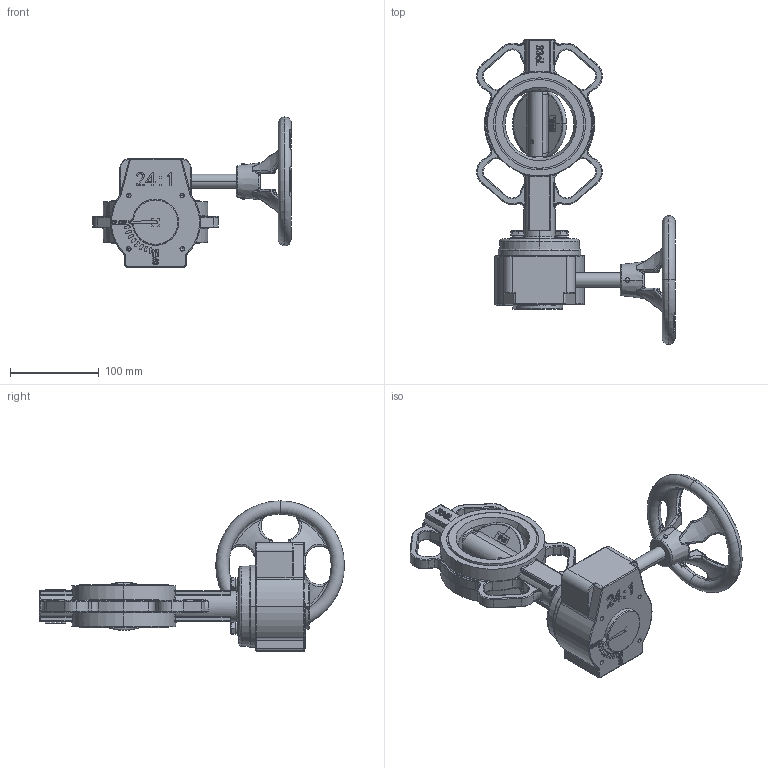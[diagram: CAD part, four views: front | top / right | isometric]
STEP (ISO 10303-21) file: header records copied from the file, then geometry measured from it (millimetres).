
FILE_DESCRIPTION (( 'STEP AP203' ), '1' );
FILE_NAME ('J9 DN80 + RM PN25.STEP', '2023-11-20T16:22:22', ( '' ), ( '' ), 'SwSTEP 2.0', 'SolidWorks 2023', '' );
FILE_SCHEMA (( 'CONFIG_CONTROL_DESIGN' ));
Products named in the file (1): J9 DN80 + RM PN25
Bounding box: 223.88 x 343.3 x 169 mm (x, y, z)
Volume: 1346267.5 mm3; surface area: 175752.3 mm2
Topology: 1 solids, 9 shells, 1711 faces, 4243 edges, 2557 vertices
Faces by surface type: plane 573, bspline 428, cylinder 338, torus 222, cone 92, sphere 58
Entity records: 85088 total; most frequent: CARTESIAN_POINT 47414, ORIENTED_EDGE 8334, DIRECTION 7145, EDGE_CURVE 4167, AXIS2_PLACEMENT_3D 2725, VERTEX_POINT 2555, EDGE_LOOP 1820, ADVANCED_FACE 1711
